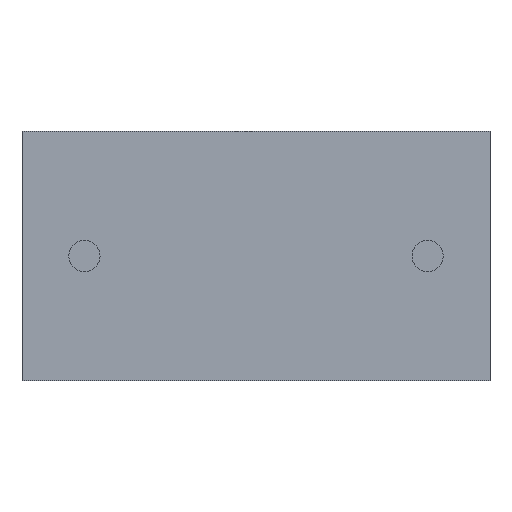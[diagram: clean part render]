
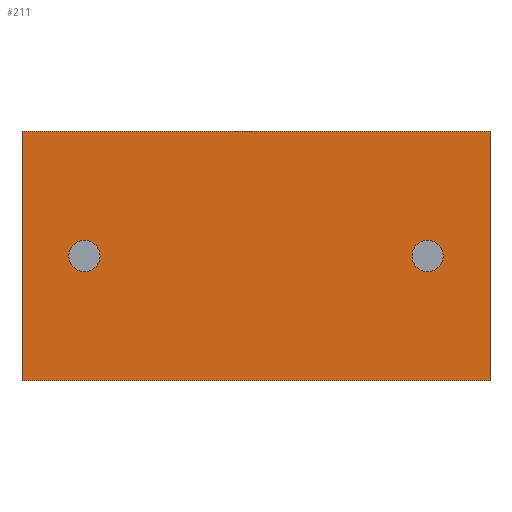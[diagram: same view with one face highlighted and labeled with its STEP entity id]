
A CAD part, front view. The second image highlights one B-rep face of the part: STEP entity #211.
In plain terms, the highlighted planar face has unit normal (0, -1, 0).
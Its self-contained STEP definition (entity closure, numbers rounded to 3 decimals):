
#56 = LINE ( 'NONE', #444, #57 ) ;
#57 = VECTOR ( 'NONE', #445, 1000. ) ;
#59 = LINE ( 'NONE', #443, #61 ) ;
#61 = VECTOR ( 'NONE', #450, 1000. ) ;
#146 = EDGE_LOOP ( 'NONE', ( #645, #646 ) ) ;
#147 = EDGE_LOOP ( 'NONE', ( #647, #648, #649, #650 ) ) ;
#155 = EDGE_LOOP ( 'NONE', ( #643, #644 ) ) ;
#167 = FACE_BOUND ( 'NONE', #155, .T. ) ;
#168 = FACE_BOUND ( 'NONE', #146, .T. ) ;
#172 = FACE_OUTER_BOUND ( 'NONE', #147, .T. ) ;
#211 = ADVANCED_FACE ( 'NONE', ( #167, #168, #172 ), #268, .T. ) ;
#268 = PLANE ( 'NONE',  #732 ) ;
#284 = DIRECTION ( 'NONE',  ( 0., 0., -1. ) ) ;
#285 = DIRECTION ( 'NONE',  ( 0., -1., 0. ) ) ;
#287 = CARTESIAN_POINT ( 'NONE',  ( 0., 0., -40. ) ) ;
#288 = VERTEX_POINT ( 'NONE', #395 ) ;
#301 = VERTEX_POINT ( 'NONE', #406 ) ;
#302 = VERTEX_POINT ( 'NONE', #407 ) ;
#313 = VERTEX_POINT ( 'NONE', #418 ) ;
#314 = VERTEX_POINT ( 'NONE', #419 ) ;
#320 = VERTEX_POINT ( 'NONE', #425 ) ;
#322 = VERTEX_POINT ( 'NONE', #427 ) ;
#323 = VERTEX_POINT ( 'NONE', #428 ) ;
#395 = CARTESIAN_POINT ( 'NONE',  ( 10., 0., -22.5 ) ) ;
#406 = CARTESIAN_POINT ( 'NONE',  ( 75., 0., 0. ) ) ;
#407 = CARTESIAN_POINT ( 'NONE',  ( 75., 0., -40. ) ) ;
#418 = CARTESIAN_POINT ( 'NONE',  ( 0., 0., -40. ) ) ;
#419 = CARTESIAN_POINT ( 'NONE',  ( 0., 0., 0. ) ) ;
#425 = CARTESIAN_POINT ( 'NONE',  ( 10., 0., -17.5 ) ) ;
#427 = CARTESIAN_POINT ( 'NONE',  ( 65., 0., -17.5 ) ) ;
#428 = CARTESIAN_POINT ( 'NONE',  ( 65., 0., -22.5 ) ) ;
#443 = CARTESIAN_POINT ( 'NONE',  ( 0., 0., -40. ) ) ;
#444 = CARTESIAN_POINT ( 'NONE',  ( 0., 0., 0. ) ) ;
#445 = DIRECTION ( 'NONE',  ( 1., 0., 0. ) ) ;
#450 = DIRECTION ( 'NONE',  ( -1., 0., 0. ) ) ;
#483 = CARTESIAN_POINT ( 'NONE',  ( 10., 0., -20. ) ) ;
#484 = DIRECTION ( 'NONE',  ( 0., -1., 0. ) ) ;
#485 = DIRECTION ( 'NONE',  ( 0., 0., -1. ) ) ;
#486 = CARTESIAN_POINT ( 'NONE',  ( 0., 0., 0. ) ) ;
#487 = DIRECTION ( 'NONE',  ( 0., 0., 1. ) ) ;
#490 = CARTESIAN_POINT ( 'NONE',  ( 65., 0., -20. ) ) ;
#504 = DIRECTION ( 'NONE',  ( 0., -1., 0. ) ) ;
#505 = DIRECTION ( 'NONE',  ( 0., 0., -1. ) ) ;
#520 = CARTESIAN_POINT ( 'NONE',  ( 65., 0., -20. ) ) ;
#524 = CARTESIAN_POINT ( 'NONE',  ( 10., 0., -20. ) ) ;
#525 = DIRECTION ( 'NONE',  ( 0., -1., 0. ) ) ;
#526 = DIRECTION ( 'NONE',  ( 0., 0., -1. ) ) ;
#532 = DIRECTION ( 'NONE',  ( 0., -1., 0. ) ) ;
#533 = DIRECTION ( 'NONE',  ( 0., 0., -1. ) ) ;
#601 = CARTESIAN_POINT ( 'NONE',  ( 75., 0., 0. ) ) ;
#602 = DIRECTION ( 'NONE',  ( 0., 0., -1. ) ) ;
#643 = ORIENTED_EDGE ( 'NONE', *, *, #704, .F. ) ;
#644 = ORIENTED_EDGE ( 'NONE', *, *, #680, .F. ) ;
#645 = ORIENTED_EDGE ( 'NONE', *, *, #700, .F. ) ;
#646 = ORIENTED_EDGE ( 'NONE', *, *, #688, .F. ) ;
#647 = ORIENTED_EDGE ( 'NONE', *, *, #681, .F. ) ;
#648 = ORIENTED_EDGE ( 'NONE', *, *, #663, .F. ) ;
#649 = ORIENTED_EDGE ( 'NONE', *, *, #758, .F. ) ;
#650 = ORIENTED_EDGE ( 'NONE', *, *, #661, .F. ) ;
#660 = AXIS2_PLACEMENT_3D ( 'NONE', #483, #484, #485 ) ;
#661 = EDGE_CURVE ( 'NONE', #314, #301, #56, .T. ) ;
#663 = EDGE_CURVE ( 'NONE', #302, #313, #59, .T. ) ;
#680 = EDGE_CURVE ( 'NONE', #320, #288, #888, .T. ) ;
#681 = EDGE_CURVE ( 'NONE', #313, #314, #877, .T. ) ;
#688 = EDGE_CURVE ( 'NONE', #322, #323, #899, .T. ) ;
#700 = EDGE_CURVE ( 'NONE', #323, #322, #910, .T. ) ;
#704 = EDGE_CURVE ( 'NONE', #288, #320, #913, .T. ) ;
#732 = AXIS2_PLACEMENT_3D ( 'NONE', #287, #285, #284 ) ;
#758 = EDGE_CURVE ( 'NONE', #301, #302, #848, .T. ) ;
#763 = AXIS2_PLACEMENT_3D ( 'NONE', #520, #525, #526 ) ;
#770 = AXIS2_PLACEMENT_3D ( 'NONE', #490, #504, #505 ) ;
#778 = AXIS2_PLACEMENT_3D ( 'NONE', #524, #532, #533 ) ;
#848 = LINE ( 'NONE', #601, #849 ) ;
#849 = VECTOR ( 'NONE', #602, 1000. ) ;
#877 = LINE ( 'NONE', #486, #880 ) ;
#880 = VECTOR ( 'NONE', #487, 1000. ) ;
#888 = CIRCLE ( 'NONE', #660, 2.5 ) ;
#899 = CIRCLE ( 'NONE', #770, 2.5 ) ;
#910 = CIRCLE ( 'NONE', #763, 2.5 ) ;
#913 = CIRCLE ( 'NONE', #778, 2.5 ) ;
